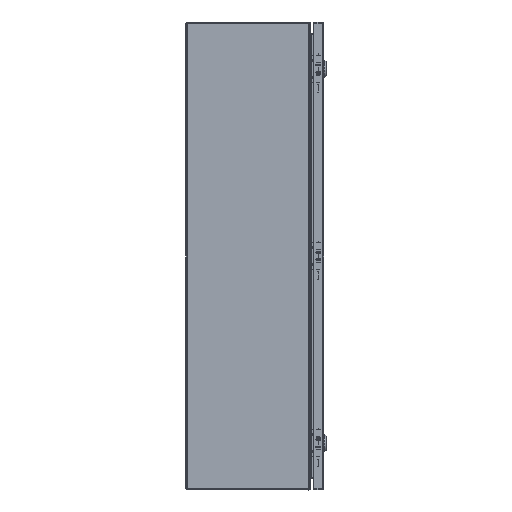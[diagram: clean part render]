
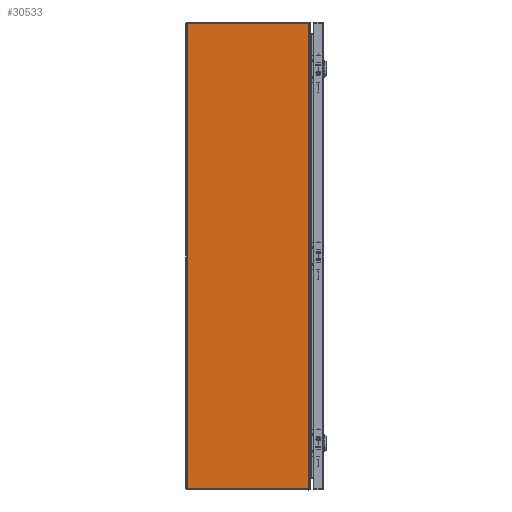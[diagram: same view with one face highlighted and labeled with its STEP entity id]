
A CAD part, left-side view. The second image highlights one B-rep face of the part: STEP entity #30533.
In plain terms, the highlighted planar face has unit normal (-1, 0, 0).
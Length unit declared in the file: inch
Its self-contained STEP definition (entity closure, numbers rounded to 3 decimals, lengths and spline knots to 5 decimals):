
#175 = LINE ( 'NONE', #28473, #9190 ) ;
#892 = CARTESIAN_POINT ( 'NONE',  ( -15., -7.82264, -14.67789 ) ) ;
#1063 = CIRCLE ( 'NONE', #3530, 0.25 ) ;
#1646 = ORIENTED_EDGE ( 'NONE', *, *, #27976, .F. ) ;
#2601 = VERTEX_POINT ( 'NONE', #29555 ) ;
#2760 = DIRECTION ( 'NONE',  ( 1., 0., 0. ) ) ;
#3080 = DIRECTION ( 'NONE',  ( 0., 0., -1. ) ) ;
#3114 = VERTEX_POINT ( 'NONE', #28568 ) ;
#3530 = AXIS2_PLACEMENT_3D ( 'NONE', #14665, #19755, #26568 ) ;
#3823 = DIRECTION ( 'NONE',  ( 1., 0., 0. ) ) ;
#4217 = CARTESIAN_POINT ( 'NONE',  ( -15., -7.892, -14.91807 ) ) ;
#5543 = DIRECTION ( 'NONE',  ( 0., 1., 0. ) ) ;
#5873 = AXIS2_PLACEMENT_3D ( 'NONE', #13119, #3823, #15439 ) ;
#6008 = CARTESIAN_POINT ( 'NONE',  ( -15., -7.892, 104.298 ) ) ;
#8321 = LINE ( 'NONE', #6008, #20672 ) ;
#8552 = VERTEX_POINT ( 'NONE', #20025 ) ;
#9190 = VECTOR ( 'NONE', #14397, 39.37008 ) ;
#9215 = VECTOR ( 'NONE', #23361, 39.37008 ) ;
#9843 = VERTEX_POINT ( 'NONE', #23901 ) ;
#10658 = FACE_OUTER_BOUND ( 'NONE', #27084, .T. ) ;
#12911 = AXIS2_PLACEMENT_3D ( 'NONE', #892, #2760, #5543 ) ;
#12941 = EDGE_CURVE ( 'NONE', #2601, #29634, #8321, .T. ) ;
#13119 = CARTESIAN_POINT ( 'NONE',  ( -15., -0.072, 104.298 ) ) ;
#14025 = CARTESIAN_POINT ( 'NONE',  ( -15., -0.108, 14.92789 ) ) ;
#14397 = DIRECTION ( 'NONE',  ( 0., -1., 0. ) ) ;
#14665 = CARTESIAN_POINT ( 'NONE',  ( -15., -7.82264, 14.67789 ) ) ;
#15289 = ORIENTED_EDGE ( 'NONE', *, *, #26401, .F. ) ;
#15293 = ORIENTED_EDGE ( 'NONE', *, *, #22075, .F. ) ;
#15439 = DIRECTION ( 'NONE',  ( 0., 1., 0. ) ) ;
#15634 = VECTOR ( 'NONE', #19112, 39.37008 ) ;
#16095 = CARTESIAN_POINT ( 'NONE',  ( -15., -0.108, -14.892 ) ) ;
#17815 = ORIENTED_EDGE ( 'NONE', *, *, #17913, .F. ) ;
#17913 = EDGE_CURVE ( 'NONE', #21005, #2601, #1063, .T. ) ;
#19112 = DIRECTION ( 'NONE',  ( 0., -1., 0. ) ) ;
#19755 = DIRECTION ( 'NONE',  ( 1., 0., 0. ) ) ;
#20025 = CARTESIAN_POINT ( 'NONE',  ( -15., -0.108, 14.92789 ) ) ;
#20672 = VECTOR ( 'NONE', #3080, 39.37008 ) ;
#21005 = VERTEX_POINT ( 'NONE', #27113 ) ;
#22075 = EDGE_CURVE ( 'NONE', #29634, #9843, #28725, .T. ) ;
#22242 = PLANE ( 'NONE',  #5873 ) ;
#23283 = ORIENTED_EDGE ( 'NONE', *, *, #12941, .F. ) ;
#23361 = DIRECTION ( 'NONE',  ( 0., 0., 1. ) ) ;
#23901 = CARTESIAN_POINT ( 'NONE',  ( -15., -7.82264, -14.92789 ) ) ;
#25524 = LINE ( 'NONE', #16095, #9215 ) ;
#26401 = EDGE_CURVE ( 'NONE', #3114, #8552, #25524, .T. ) ;
#26568 = DIRECTION ( 'NONE',  ( 0., 1., 0. ) ) ;
#27084 = EDGE_LOOP ( 'NONE', ( #17815, #1646, #15289, #30031, #15293, #23283 ) ) ;
#27113 = CARTESIAN_POINT ( 'NONE',  ( -15., -7.82264, 14.92789 ) ) ;
#27732 = EDGE_CURVE ( 'NONE', #3114, #9843, #175, .T. ) ;
#27976 = EDGE_CURVE ( 'NONE', #8552, #21005, #28083, .T. ) ;
#28083 = LINE ( 'NONE', #14025, #15634 ) ;
#28473 = CARTESIAN_POINT ( 'NONE',  ( -15., -0.108, -14.92789 ) ) ;
#28568 = CARTESIAN_POINT ( 'NONE',  ( -15., -0.108, -14.92789 ) ) ;
#28725 = CIRCLE ( 'NONE', #12911, 0.25 ) ;
#29555 = CARTESIAN_POINT ( 'NONE',  ( -15., -7.892, 14.91807 ) ) ;
#29634 = VERTEX_POINT ( 'NONE', #4217 ) ;
#30031 = ORIENTED_EDGE ( 'NONE', *, *, #27732, .T. ) ;
#30533 = ADVANCED_FACE ( 'NONE', ( #10658 ), #22242, .F. ) ;
